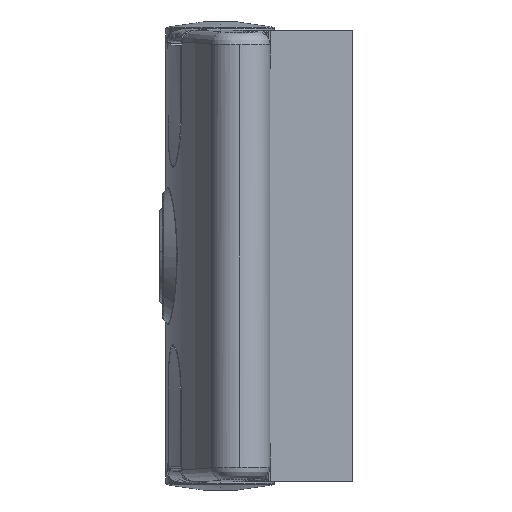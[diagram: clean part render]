
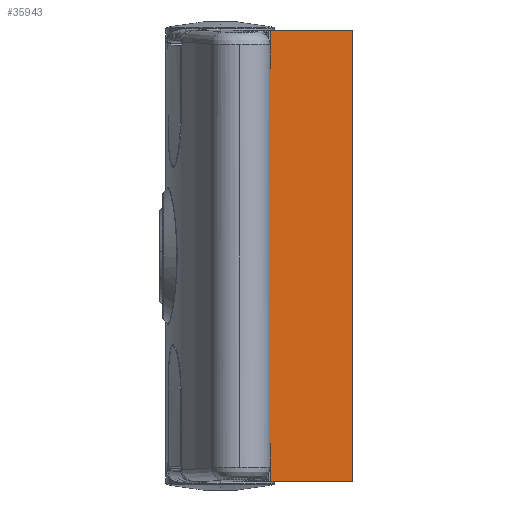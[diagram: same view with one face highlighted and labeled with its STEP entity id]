
A CAD part, left-side view. The second image highlights one B-rep face of the part: STEP entity #35943.
In plain terms, the highlighted face is planar.
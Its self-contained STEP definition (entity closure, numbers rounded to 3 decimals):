
#7519 = VECTOR ( 'NONE', #17464, 1000. ) ;
#7806 = VECTOR ( 'NONE', #81747, 1000. ) ;
#9750 = CARTESIAN_POINT ( 'NONE',  ( -31.2, 32., -18.25 ) ) ;
#10213 = EDGE_CURVE ( 'NONE', #30845, #18507, #89552, .T. ) ;
#10914 = VECTOR ( 'NONE', #80636, 1000. ) ;
#12742 = EDGE_CURVE ( 'NONE', #62650, #48364, #46036, .T. ) ;
#13010 = EDGE_LOOP ( 'NONE', ( #54907, #37174, #93639, #82955, #35723, #59093, #27211, #16315 ) ) ;
#13306 = LINE ( 'NONE', #96070, #10914 ) ;
#13441 = EDGE_CURVE ( 'NONE', #66795, #59749, #78545, .T. ) ;
#13487 = VECTOR ( 'NONE', #89053, 1000. ) ;
#15296 = AXIS2_PLACEMENT_3D ( 'NONE', #34468, #95932, #49977 ) ;
#16315 = ORIENTED_EDGE ( 'NONE', *, *, #12742, .T. ) ;
#17147 = LINE ( 'NONE', #9750, #7519 ) ;
#17464 = DIRECTION ( 'NONE',  ( 0., 1., 0. ) ) ;
#18507 = VERTEX_POINT ( 'NONE', #45749 ) ;
#19912 = CARTESIAN_POINT ( 'NONE',  ( 37.5, 13.7, -18.25 ) ) ;
#20180 = EDGE_CURVE ( 'NONE', #18507, #66795, #35605, .T. ) ;
#21929 = FACE_OUTER_BOUND ( 'NONE', #13010, .T. ) ;
#23061 = CARTESIAN_POINT ( 'NONE',  ( -31.2, 21.4, -18.25 ) ) ;
#23093 = CARTESIAN_POINT ( 'NONE',  ( 31.2, 32., -18.25 ) ) ;
#26772 = CARTESIAN_POINT ( 'NONE',  ( -37.5, 13.7, -18.25 ) ) ;
#27211 = ORIENTED_EDGE ( 'NONE', *, *, #93652, .T. ) ;
#30845 = VERTEX_POINT ( 'NONE', #23061 ) ;
#31538 = CARTESIAN_POINT ( 'NONE',  ( 37.5, 13.7, -18.25 ) ) ;
#31958 = VERTEX_POINT ( 'NONE', #26772 ) ;
#33242 = VECTOR ( 'NONE', #90201, 1000. ) ;
#34468 = CARTESIAN_POINT ( 'NONE',  ( -37.5, 32., -18.25 ) ) ;
#35282 = CARTESIAN_POINT ( 'NONE',  ( -37.5, 32., -18.25 ) ) ;
#35605 = LINE ( 'NONE', #23093, #74063 ) ;
#35723 = ORIENTED_EDGE ( 'NONE', *, *, #20180, .T. ) ;
#35943 = ADVANCED_FACE ( 'NONE', ( #21929 ), #87907, .F. ) ;
#36321 = LINE ( 'NONE', #35282, #13487 ) ;
#36452 = CARTESIAN_POINT ( 'NONE',  ( -31.5, 13.7, -18.25 ) ) ;
#37174 = ORIENTED_EDGE ( 'NONE', *, *, #46835, .T. ) ;
#37659 = VECTOR ( 'NONE', #77593, 1000. ) ;
#41403 = CARTESIAN_POINT ( 'NONE',  ( -37.5, 0., -18.25 ) ) ;
#41844 = CARTESIAN_POINT ( 'NONE',  ( -37.5, 0., -18.25 ) ) ;
#42179 = DIRECTION ( 'NONE',  ( -1., 0., 0. ) ) ;
#43291 = EDGE_CURVE ( 'NONE', #31958, #48364, #36321, .T. ) ;
#45749 = CARTESIAN_POINT ( 'NONE',  ( 31.2, 21.4, -18.25 ) ) ;
#46036 = LINE ( 'NONE', #41844, #61698 ) ;
#46835 = EDGE_CURVE ( 'NONE', #31958, #55387, #92125, .T. ) ;
#47019 = CARTESIAN_POINT ( 'NONE',  ( 31.2, 13.7, -18.25 ) ) ;
#48364 = VERTEX_POINT ( 'NONE', #41403 ) ;
#49977 = DIRECTION ( 'NONE',  ( 1., 0., 0. ) ) ;
#54907 = ORIENTED_EDGE ( 'NONE', *, *, #43291, .F. ) ;
#55208 = CARTESIAN_POINT ( 'NONE',  ( -31.2, 13.7, -18.25 ) ) ;
#55387 = VERTEX_POINT ( 'NONE', #55208 ) ;
#59093 = ORIENTED_EDGE ( 'NONE', *, *, #13441, .T. ) ;
#59749 = VERTEX_POINT ( 'NONE', #19912 ) ;
#61698 = VECTOR ( 'NONE', #42179, 1000. ) ;
#62650 = VERTEX_POINT ( 'NONE', #64384 ) ;
#64384 = CARTESIAN_POINT ( 'NONE',  ( 37.5, 0., -18.25 ) ) ;
#66795 = VERTEX_POINT ( 'NONE', #47019 ) ;
#74063 = VECTOR ( 'NONE', #76916, 1000. ) ;
#76916 = DIRECTION ( 'NONE',  ( 0., -1., 0. ) ) ;
#77481 = EDGE_CURVE ( 'NONE', #55387, #30845, #17147, .T. ) ;
#77593 = DIRECTION ( 'NONE',  ( 1., 0., 0. ) ) ;
#78545 = LINE ( 'NONE', #31538, #37659 ) ;
#80636 = DIRECTION ( 'NONE',  ( 0., -1., 0. ) ) ;
#81747 = DIRECTION ( 'NONE',  ( 1., 0., 0. ) ) ;
#82955 = ORIENTED_EDGE ( 'NONE', *, *, #10213, .T. ) ;
#87907 = PLANE ( 'NONE',  #15296 ) ;
#89053 = DIRECTION ( 'NONE',  ( 0., -1., 0. ) ) ;
#89552 = LINE ( 'NONE', #96538, #7806 ) ;
#90201 = DIRECTION ( 'NONE',  ( 1., 0., 0. ) ) ;
#92125 = LINE ( 'NONE', #36452, #33242 ) ;
#93639 = ORIENTED_EDGE ( 'NONE', *, *, #77481, .T. ) ;
#93652 = EDGE_CURVE ( 'NONE', #59749, #62650, #13306, .T. ) ;
#95932 = DIRECTION ( 'NONE',  ( 0., 0., 1. ) ) ;
#96070 = CARTESIAN_POINT ( 'NONE',  ( 37.5, 32., -18.25 ) ) ;
#96538 = CARTESIAN_POINT ( 'NONE',  ( 31.5, 21.4, -18.25 ) ) ;
